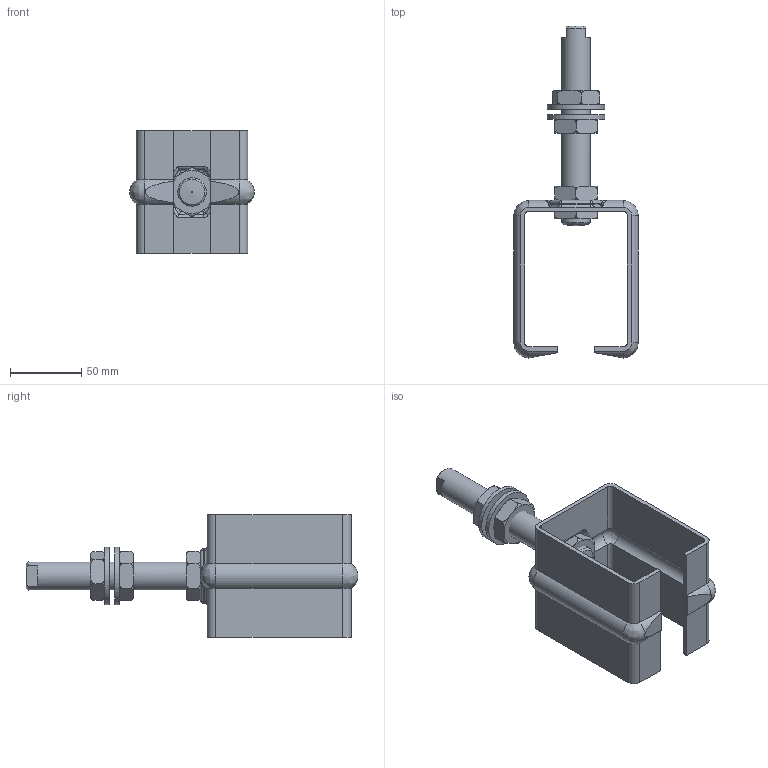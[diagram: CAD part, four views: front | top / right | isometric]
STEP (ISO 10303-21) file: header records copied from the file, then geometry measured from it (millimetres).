
FILE_DESCRIPTION(/* description */ (''),/* implementation_level */ '2;1');
FILE_NAME(/* name */ '8571L.stp',/* time_stamp */ '2016-11-18T10:53:38+01:00',/* author */ ('Giuliano'),/* organization */ (''),/* preprocessor_version */ 'ST-DEVELOPER v16.5',/* originating_system */ 'Autodesk Inventor 2017',/* authorisation */ '');
FILE_SCHEMA (('AUTOMOTIVE_DESIGN { 1 0 10303 214 3 1 1 }'));
Length unit declared in the file: millimetre
Products named in the file (5): 8571L; 8571N; 15748; 14980; 06017
Assembly tree (8 placements, depth 2):
  8571L
    8571N
    15748  x2
    14980
    06017  x4
Bounding box: 87.46 x 232.73 x 86 mm (x, y, z)
Volume: 155360.5 mm3; surface area: 83675.9 mm2
Topology: 8 solids, 8 shells, 258 faces, 603 edges, 347 vertices
Faces by surface type: plane 82, cylinder 72, torus 54, bspline 40, sphere 6, cone 4
Full cylindrical faces by diameter (mm): 17.294 x4, 20 x1, 20.1 x2, 20.5 x1, 40.3 x2
Entity records: 7244 total; most frequent: CARTESIAN_POINT 2950, ORIENTED_EDGE 870, DIRECTION 860, EDGE_CURVE 435, AXIS2_PLACEMENT_3D 347, VERTEX_POINT 259, EDGE_LOOP 204, FACE_OUTER_BOUND 191
